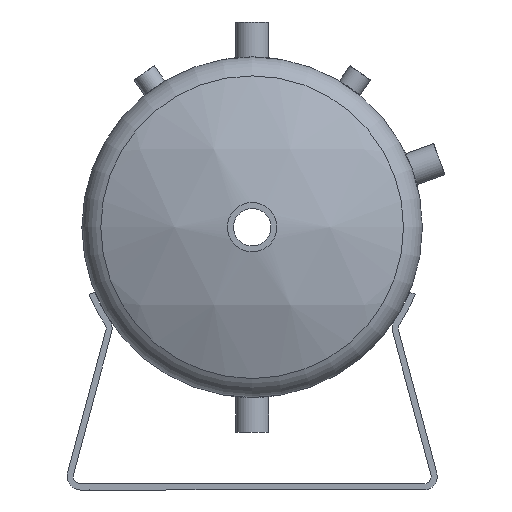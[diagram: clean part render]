
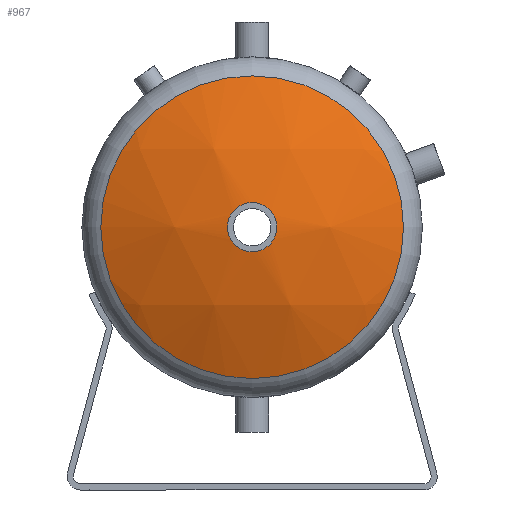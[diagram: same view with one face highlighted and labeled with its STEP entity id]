
A CAD part, front view. The second image highlights one B-rep face of the part: STEP entity #967.
In plain terms, the highlighted spherical face has radius 276 mm.
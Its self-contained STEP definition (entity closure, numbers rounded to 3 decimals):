
#64=SPHERICAL_SURFACE('',#1085,276.);
#228=CIRCLE('',#1078,20.);
#232=CIRCLE('',#1086,122.667);
#284=FACE_BOUND('',#444,.T.);
#345=FACE_OUTER_BOUND('',#443,.T.);
#443=EDGE_LOOP('',(#857));
#444=EDGE_LOOP('',(#858));
#552=VERTEX_POINT('',#1980);
#556=VERTEX_POINT('',#1992);
#658=EDGE_CURVE('',#552,#552,#228,.T.);
#662=EDGE_CURVE('',#556,#556,#232,.T.);
#857=ORIENTED_EDGE('',*,*,#662,.F.);
#858=ORIENTED_EDGE('',*,*,#658,.T.);
#967=ADVANCED_FACE('',(#345,#284),#64,.T.);
#1078=AXIS2_PLACEMENT_3D('',#1981,#1343,#1344);
#1085=AXIS2_PLACEMENT_3D('',#1991,#1357,#1358);
#1086=AXIS2_PLACEMENT_3D('',#1993,#1359,#1360);
#1343=DIRECTION('center_axis',(0.,-1.,0.));
#1344=DIRECTION('ref_axis',(-1.,0.,0.));
#1357=DIRECTION('center_axis',(0.,0.,1.));
#1358=DIRECTION('ref_axis',(1.,0.,0.));
#1359=DIRECTION('center_axis',(0.,-1.,0.));
#1360=DIRECTION('ref_axis',(1.,0.,0.));
#1980=CARTESIAN_POINT('',(20.,64.274,0.));
#1981=CARTESIAN_POINT('Origin',(0.,64.274,0.));
#1991=CARTESIAN_POINT('Origin',(0.,-211.,0.));
#1992=CARTESIAN_POINT('',(122.667,36.243,0.));
#1993=CARTESIAN_POINT('Origin',(0.,36.243,0.));
